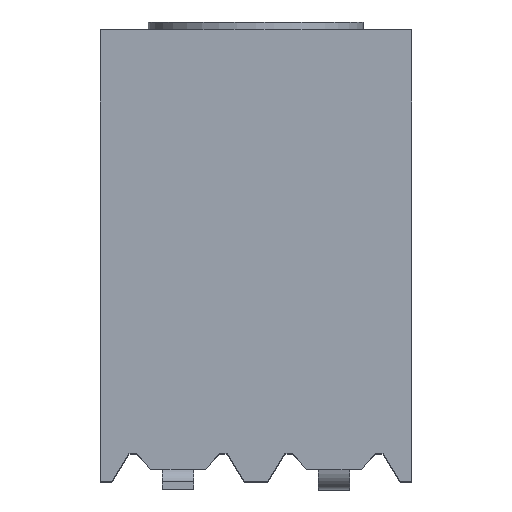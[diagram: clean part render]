
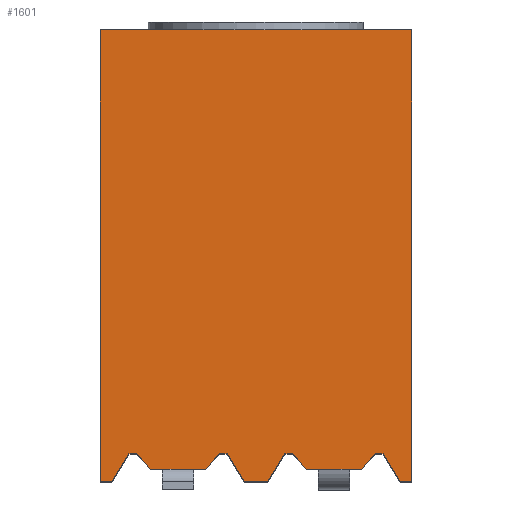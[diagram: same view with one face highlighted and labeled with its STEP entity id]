
A CAD part, top view. The second image highlights one B-rep face of the part: STEP entity #1601.
In plain terms, the highlighted planar face has unit normal (0, 0, 1).
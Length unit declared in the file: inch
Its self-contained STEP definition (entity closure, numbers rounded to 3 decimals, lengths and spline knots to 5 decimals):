
#95=ORIENTED_EDGE('',*,*,#552,.F.);
#96=ORIENTED_EDGE('',*,*,#514,.T.);
#97=ORIENTED_EDGE('',*,*,#553,.F.);
#98=ORIENTED_EDGE('',*,*,#554,.F.);
#99=ORIENTED_EDGE('',*,*,#555,.T.);
#100=ORIENTED_EDGE('',*,*,#520,.T.);
#101=ORIENTED_EDGE('',*,*,#556,.F.);
#102=ORIENTED_EDGE('',*,*,#557,.F.);
#103=ORIENTED_EDGE('',*,*,#558,.F.);
#104=ORIENTED_EDGE('',*,*,#559,.F.);
#105=ORIENTED_EDGE('',*,*,#560,.F.);
#106=ORIENTED_EDGE('',*,*,#561,.F.);
#107=ORIENTED_EDGE('',*,*,#562,.F.);
#108=ORIENTED_EDGE('',*,*,#516,.T.);
#109=ORIENTED_EDGE('',*,*,#563,.F.);
#110=ORIENTED_EDGE('',*,*,#564,.F.);
#111=ORIENTED_EDGE('',*,*,#565,.F.);
#112=ORIENTED_EDGE('',*,*,#566,.F.);
#113=ORIENTED_EDGE('',*,*,#567,.F.);
#114=ORIENTED_EDGE('',*,*,#568,.F.);
#514=EDGE_CURVE('',#742,#744,#898,.T.);
#516=EDGE_CURVE('',#747,#745,#900,.T.);
#520=EDGE_CURVE('',#751,#749,#904,.T.);
#552=EDGE_CURVE('',#742,#779,#936,.T.);
#553=EDGE_CURVE('',#780,#744,#937,.T.);
#554=EDGE_CURVE('',#781,#780,#938,.T.);
#555=EDGE_CURVE('',#781,#751,#939,.T.);
#556=EDGE_CURVE('',#782,#749,#940,.T.);
#557=EDGE_CURVE('',#783,#782,#941,.T.);
#558=EDGE_CURVE('',#784,#783,#942,.T.);
#559=EDGE_CURVE('',#785,#784,#943,.T.);
#560=EDGE_CURVE('',#786,#785,#944,.T.);
#561=EDGE_CURVE('',#787,#786,#945,.T.);
#562=EDGE_CURVE('',#747,#787,#946,.T.);
#563=EDGE_CURVE('',#788,#745,#947,.T.);
#564=EDGE_CURVE('',#789,#788,#948,.T.);
#565=EDGE_CURVE('',#790,#789,#949,.T.);
#566=EDGE_CURVE('',#791,#790,#950,.T.);
#567=EDGE_CURVE('',#792,#791,#951,.T.);
#568=EDGE_CURVE('',#779,#792,#952,.T.);
#742=VERTEX_POINT('',#2234);
#744=VERTEX_POINT('',#2238);
#745=VERTEX_POINT('',#2242);
#747=VERTEX_POINT('',#2245);
#749=VERTEX_POINT('',#2251);
#751=VERTEX_POINT('',#2254);
#779=VERTEX_POINT('',#2319);
#780=VERTEX_POINT('',#2321);
#781=VERTEX_POINT('',#2323);
#782=VERTEX_POINT('',#2326);
#783=VERTEX_POINT('',#2328);
#784=VERTEX_POINT('',#2330);
#785=VERTEX_POINT('',#2332);
#786=VERTEX_POINT('',#2334);
#787=VERTEX_POINT('',#2336);
#788=VERTEX_POINT('',#2339);
#789=VERTEX_POINT('',#2341);
#790=VERTEX_POINT('',#2343);
#791=VERTEX_POINT('',#2345);
#792=VERTEX_POINT('',#2347);
#898=LINE('',#2239,#1118);
#900=LINE('',#2244,#1120);
#904=LINE('',#2253,#1124);
#936=LINE('',#2318,#1156);
#937=LINE('',#2320,#1157);
#938=LINE('',#2322,#1158);
#939=LINE('',#2324,#1159);
#940=LINE('',#2325,#1160);
#941=LINE('',#2327,#1161);
#942=LINE('',#2329,#1162);
#943=LINE('',#2331,#1163);
#944=LINE('',#2333,#1164);
#945=LINE('',#2335,#1165);
#946=LINE('',#2337,#1166);
#947=LINE('',#2338,#1167);
#948=LINE('',#2340,#1168);
#949=LINE('',#2342,#1169);
#950=LINE('',#2344,#1170);
#951=LINE('',#2346,#1171);
#952=LINE('',#2348,#1172);
#1118=VECTOR('',#1821,39.37008);
#1120=VECTOR('',#1825,39.37008);
#1124=VECTOR('',#1831,39.37008);
#1156=VECTOR('',#1873,39.37008);
#1157=VECTOR('',#1874,39.37008);
#1158=VECTOR('',#1875,39.37008);
#1159=VECTOR('',#1876,39.37008);
#1160=VECTOR('',#1877,39.37008);
#1161=VECTOR('',#1878,39.37008);
#1162=VECTOR('',#1879,39.37008);
#1163=VECTOR('',#1880,39.37008);
#1164=VECTOR('',#1881,39.37008);
#1165=VECTOR('',#1882,39.37008);
#1166=VECTOR('',#1883,39.37008);
#1167=VECTOR('',#1884,39.37008);
#1168=VECTOR('',#1885,39.37008);
#1169=VECTOR('',#1886,39.37008);
#1170=VECTOR('',#1887,39.37008);
#1171=VECTOR('',#1888,39.37008);
#1172=VECTOR('',#1889,39.37008);
#1342=EDGE_LOOP('',(#95,#96,#97,#98,#99,#100,#101,#102,#103,#104,#105,#106,
#107,#108,#109,#110,#111,#112,#113,#114));
#1432=FACE_BOUND('',#1342,.T.);
#1522=PLANE('',#1724);
#1601=ADVANCED_FACE('',(#1432),#1522,.F.);
#1724=AXIS2_PLACEMENT_3D('',#2317,#1871,#1872);
#1821=DIRECTION('',(1.,0.,0.));
#1825=DIRECTION('',(1.,0.,0.));
#1831=DIRECTION('',(1.,0.,0.));
#1871=DIRECTION('',(0.,0.,-1.));
#1872=DIRECTION('',(-1.,0.,0.));
#1873=DIRECTION('',(-0.521,0.853,0.));
#1874=DIRECTION('',(0.,-1.,0.));
#1875=DIRECTION('',(1.,0.,0.));
#1876=DIRECTION('',(0.,-1.,0.));
#1877=DIRECTION('',(-0.521,-0.853,0.));
#1878=DIRECTION('',(-1.,0.,0.));
#1879=DIRECTION('',(-0.669,0.743,0.));
#1880=DIRECTION('',(-1.,0.,0.));
#1881=DIRECTION('',(-0.669,-0.743,0.));
#1882=DIRECTION('',(-1.,0.,0.));
#1883=DIRECTION('',(-0.521,0.853,0.));
#1884=DIRECTION('',(-0.521,-0.853,0.));
#1885=DIRECTION('',(-1.,0.,0.));
#1886=DIRECTION('',(-0.669,0.743,0.));
#1887=DIRECTION('',(-1.,0.,0.));
#1888=DIRECTION('',(-0.669,-0.743,0.));
#1889=DIRECTION('',(-1.,0.,0.));
#2234=CARTESIAN_POINT('',(0.0925,0.,0.05));
#2238=CARTESIAN_POINT('',(0.1,0.,0.05));
#2239=CARTESIAN_POINT('',(-0.1,0.,0.05));
#2242=CARTESIAN_POINT('',(0.0075,0.,0.05));
#2244=CARTESIAN_POINT('',(-0.1,0.,0.05));
#2245=CARTESIAN_POINT('',(-0.0075,0.,0.05));
#2251=CARTESIAN_POINT('',(-0.0925,0.,0.05));
#2253=CARTESIAN_POINT('',(-0.1,0.,0.05));
#2254=CARTESIAN_POINT('',(-0.1,0.,0.05));
#2317=CARTESIAN_POINT('',(-0.1,0.29,0.05));
#2318=CARTESIAN_POINT('',(-0.08888,0.2968,0.05));
#2319=CARTESIAN_POINT('',(0.0815,0.018,0.05));
#2320=CARTESIAN_POINT('',(0.1,0.29,0.05));
#2321=CARTESIAN_POINT('',(0.1,0.29,0.05));
#2322=CARTESIAN_POINT('',(-0.1,0.29,0.05));
#2323=CARTESIAN_POINT('',(-0.1,0.29,0.05));
#2324=CARTESIAN_POINT('',(-0.1,0.29,0.05));
#2325=CARTESIAN_POINT('',(0.03449,0.20781,0.05));
#2326=CARTESIAN_POINT('',(-0.0815,0.018,0.05));
#2327=CARTESIAN_POINT('',(-0.1,0.018,0.05));
#2328=CARTESIAN_POINT('',(-0.0765,0.018,0.05));
#2329=CARTESIAN_POINT('',(-0.22227,0.17996,0.05));
#2330=CARTESIAN_POINT('',(-0.0675,0.008,0.05));
#2331=CARTESIAN_POINT('',(-0.1,0.008,0.05));
#2332=CARTESIAN_POINT('',(-0.0325,0.008,0.05));
#2333=CARTESIAN_POINT('',(0.07751,0.13024,0.05));
#2334=CARTESIAN_POINT('',(-0.0235,0.018,0.05));
#2335=CARTESIAN_POINT('',(-0.1,0.018,0.05));
#2336=CARTESIAN_POINT('',(-0.0185,0.018,0.05));
#2337=CARTESIAN_POINT('',(-0.16169,0.2523,0.05));
#2338=CARTESIAN_POINT('',(0.1073,0.16331,0.05));
#2339=CARTESIAN_POINT('',(0.0185,0.018,0.05));
#2340=CARTESIAN_POINT('',(-0.1,0.018,0.05));
#2341=CARTESIAN_POINT('',(0.0235,0.018,0.05));
#2342=CARTESIAN_POINT('',(-0.16702,0.22969,0.05));
#2343=CARTESIAN_POINT('',(0.0325,0.008,0.05));
#2344=CARTESIAN_POINT('',(-0.1,0.008,0.05));
#2345=CARTESIAN_POINT('',(0.0675,0.008,0.05));
#2346=CARTESIAN_POINT('',(0.13276,0.08051,0.05));
#2347=CARTESIAN_POINT('',(0.0765,0.018,0.05));
#2348=CARTESIAN_POINT('',(-0.1,0.018,0.05));
